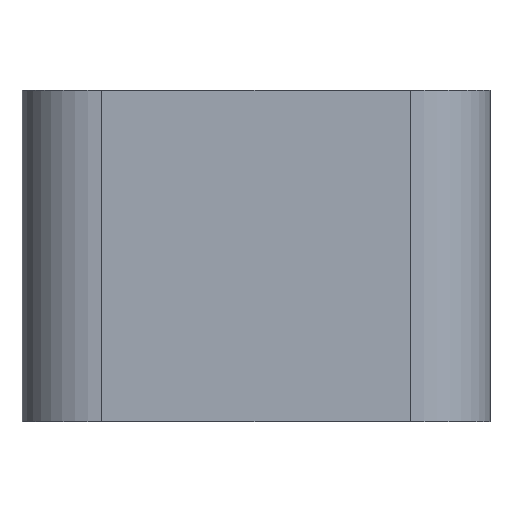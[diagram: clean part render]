
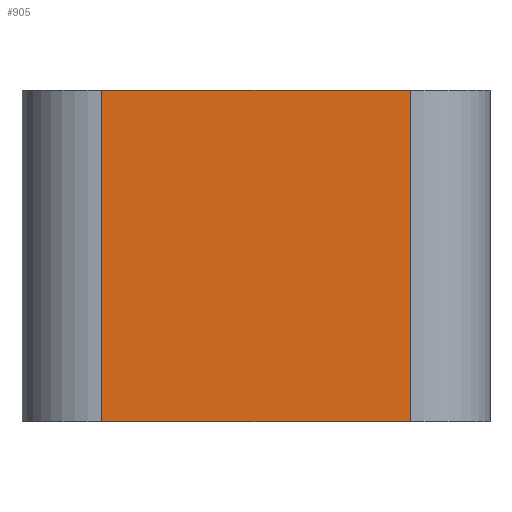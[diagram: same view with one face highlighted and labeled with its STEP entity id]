
A CAD part, front view. The second image highlights one B-rep face of the part: STEP entity #905.
In plain terms, the highlighted planar face has unit normal (0, -1, 0).
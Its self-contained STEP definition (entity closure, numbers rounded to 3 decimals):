
#112=FACE_OUTER_BOUND('',#161,.T.);
#161=EDGE_LOOP('',(#773,#774,#775,#776));
#253=LINE('',#1499,#348);
#259=LINE('',#1521,#354);
#260=LINE('',#1522,#355);
#261=LINE('',#1523,#356);
#348=VECTOR('',#1227,10.);
#354=VECTOR('',#1251,10.);
#355=VECTOR('',#1252,10.);
#356=VECTOR('',#1253,10.);
#435=VERTEX_POINT('',#1496);
#436=VERTEX_POINT('',#1498);
#442=VERTEX_POINT('',#1519);
#443=VERTEX_POINT('',#1520);
#557=EDGE_CURVE('',#435,#436,#253,.T.);
#567=EDGE_CURVE('',#442,#443,#259,.F.);
#568=EDGE_CURVE('',#436,#443,#260,.T.);
#569=EDGE_CURVE('',#435,#442,#261,.T.);
#773=ORIENTED_EDGE('',*,*,#567,.T.);
#774=ORIENTED_EDGE('',*,*,#568,.F.);
#775=ORIENTED_EDGE('',*,*,#557,.F.);
#776=ORIENTED_EDGE('',*,*,#569,.T.);
#859=PLANE('',#999);
#905=ADVANCED_FACE('',(#112),#859,.T.);
#999=AXIS2_PLACEMENT_3D('',#1518,#1249,#1250);
#1227=DIRECTION('',(-1.,0.,0.));
#1249=DIRECTION('center_axis',(0.,-1.,0.));
#1250=DIRECTION('ref_axis',(1.,0.,0.));
#1251=DIRECTION('',(1.,0.,0.));
#1252=DIRECTION('',(0.,0.,1.));
#1253=DIRECTION('',(0.,0.,1.));
#1496=CARTESIAN_POINT('',(3.088,-9.45,0.));
#1498=CARTESIAN_POINT('',(-3.087,-9.45,0.));
#1499=CARTESIAN_POINT('',(-1.595,-9.45,0.));
#1518=CARTESIAN_POINT('Origin',(-3.087,-9.45,0.));
#1519=CARTESIAN_POINT('',(3.088,-9.45,6.645));
#1520=CARTESIAN_POINT('',(-3.087,-9.45,6.645));
#1521=CARTESIAN_POINT('',(-1.595,-9.45,6.645));
#1522=CARTESIAN_POINT('',(-3.087,-9.45,0.));
#1523=CARTESIAN_POINT('',(3.088,-9.45,0.));
